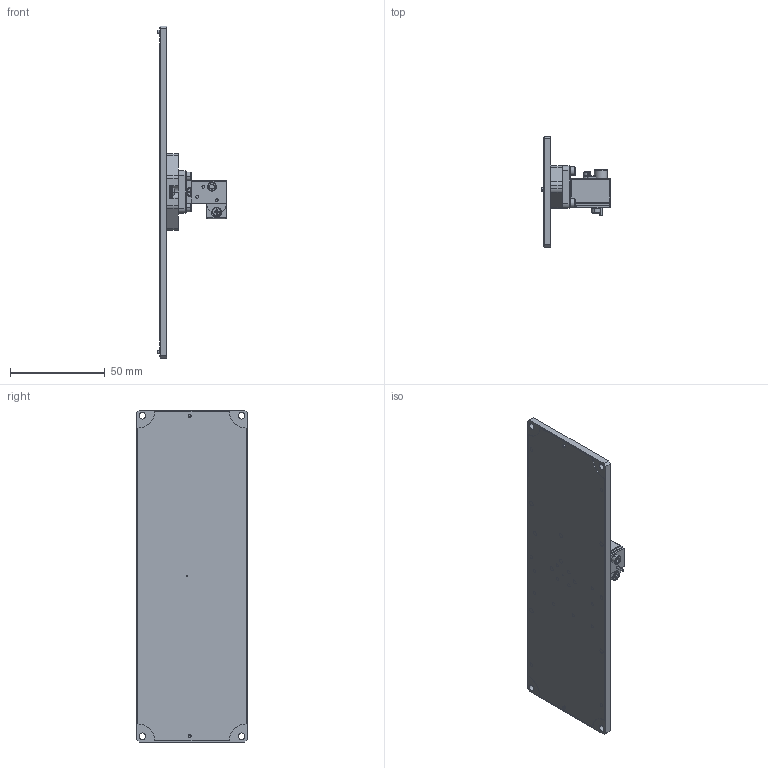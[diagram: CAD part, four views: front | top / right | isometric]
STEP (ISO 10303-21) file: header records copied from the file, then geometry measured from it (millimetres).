
FILE_DESCRIPTION (( 'STEP AP203' ), '1' );
FILE_NAME ('SSS-24307-22M-SW.STEP', '2019-07-08T20:13:32', ( '' ), ( '' ), 'SwSTEP 2.0', 'SolidWorks 2016', '' );
FILE_SCHEMA (( 'CONFIG_CONTROL_DESIGN' ));
Products named in the file (1): SSS-24307-22M-SW
Bounding box: 36.39 x 58.42 x 175.26 mm (x, y, z)
Volume: 46906.8 mm3; surface area: 50515.2 mm2
Topology: 25 solids, 25 shells, 1199 faces, 3178 edges, 2032 vertices
Faces by surface type: cylinder 682, plane 271, cone 181, bspline 30, torus 27, sphere 8
Entity records: 49990 total; most frequent: CARTESIAN_POINT 22554, ORIENTED_EDGE 6288, DIRECTION 5225, EDGE_CURVE 3144, VERTEX_POINT 2032, AXIS2_PLACEMENT_3D 1996, EDGE_LOOP 1352, LINE 1233
